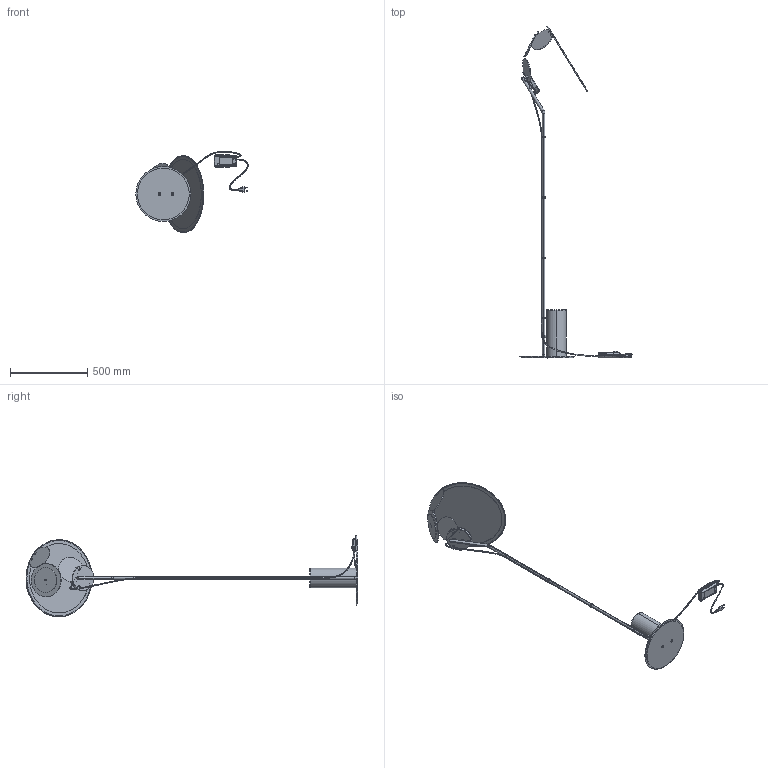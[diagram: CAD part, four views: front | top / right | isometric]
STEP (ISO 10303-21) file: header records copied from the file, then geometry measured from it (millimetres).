
FILE_DESCRIPTION (( 'STEP AP203' ), '1' );
FILE_NAME ('CUT-FLOOR_1.STEP', '2019-07-25T14:00:01', ( '' ), ( '' ), 'SwSTEP 2.0', 'SolidWorks 2019', '' );
FILE_SCHEMA (( 'CONFIG_CONTROL_DESIGN' ));
Length unit declared in the file: millimetre
Products named in the file (34): AXO067-04_CUTHeatsink.STEP; AXO067-03_CUTFrameHolder.STEP; led_EA_CL082.STEP; AXO067-15_CUTFeltroInterfaccia.STEP; AXO067-11_CUTBracket_CNC.STEP; AXO067-09_CUTBottomRing.STEP; AXO067-10_CUTRingSupport.STEP; AXO067-22_CUTFrameSpacer.STEP; driver_led_multi_40W_RELCO_7040LED.STEP; AXO067-07_CUTDisc.STEP; AXO067-01_CUTFrame_Default_As Machined_.STEP; AXO067-16_CUTFloorPostSpacer.STEP; AXO067-17_CUTBase.STEP; CUT-FLOOR_1.STEP; CUT-FLOOR_1; lente_protezione__67_EA_LM067.STEP; AXO067-05_CUTHeatsinkLock.STEP; AXO067-18_CUTBaseCover.STEP; nipple_SACLA_CoronaPiana_12291_nikelato.STEP; AXO067F_CUT_default.STEP; AXO067-19_CUTBaseDecoration.STEP; AXO067-06_CUTLensPlate.STEP; spina_tipo_L_2poli.STEP; AXO067-14_CUTFloorInterface.STEP; Cablaggio KWIC Floor^AXO067B_CUT-FLOOR.STEP; pad_termico__67.STEP; dado_M4_zigrinato.STEP; AXO067-21_CUTFloorPost.STEP; ISO7045_M3_H06.STEP; AXO067-08_CUTTopRing.STEP; AXO067D-CUT_Frame.STEP; AXO067-20_Blocccavo.STEP; AXO067-02_CUTFramePin.STEP; AXO067E-CUTLightBlock_12LED.STEP
Assembly tree (42 placements, depth 5):
  CUT-FLOOR_1
    CUT-FLOOR_1.STEP
      AXO067F_CUT_default.STEP
        AXO067D-CUT_Frame.STEP
          AXO067-01_CUTFrame_Default_As Machined_.STEP
          AXO067-02_CUTFramePin.STEP
          AXO067-03_CUTFrameHolder.STEP
          AXO067-22_CUTFrameSpacer.STEP
        AXO067E-CUTLightBlock_12LED.STEP
          AXO067-04_CUTHeatsink.STEP
          AXO067-05_CUTHeatsinkLock.STEP
          AXO067-06_CUTLensPlate.STEP
          nipple_SACLA_CoronaPiana_12291_nikelato.STEP
          led_EA_CL082.STEP
          lente_protezione__67_EA_LM067.STEP
          ISO7045_M3_H06.STEP  x3
          pad_termico__67.STEP
        AXO067-07_CUTDisc.STEP
        AXO067-08_CUTTopRing.STEP
        AXO067-09_CUTBottomRing.STEP
        AXO067-10_CUTRingSupport.STEP
      AXO067-21_CUTFloorPost.STEP
      AXO067-11_CUTBracket_CNC.STEP  x3
      AXO067-14_CUTFloorInterface.STEP
      AXO067-15_CUTFeltroInterfaccia.STEP
      AXO067-16_CUTFloorPostSpacer.STEP  x3
      AXO067-17_CUTBase.STEP
      AXO067-18_CUTBaseCover.STEP
      AXO067-19_CUTBaseDecoration.STEP
      AXO067-20_Blocccavo.STEP  x4
      driver_led_multi_40W_RELCO_7040LED.STEP
      spina_tipo_L_2poli.STEP
      Cablaggio KWIC Floor^AXO067B_CUT-FLOOR.STEP
      dado_M4_zigrinato.STEP
Bounding box: 725.76 x 2144.59 x 526.4 mm (x, y, z)
Volume: 3327444.4 mm3; surface area: 1937982.7 mm2
Topology: 43 solids, 43 shells, 2222 faces, 5457 edges, 3420 vertices
Faces by surface type: plane 1002, cylinder 599, bspline 224, cone 170, torus 131, sphere 96
Entity records: 65740 total; most frequent: CARTESIAN_POINT 23572, DIRECTION 8040, ORIENTED_EDGE 7838, EDGE_CURVE 3919, AXIS2_PLACEMENT_3D 2989, VERTEX_POINT 2510, LINE 2062, VECTOR 2062
